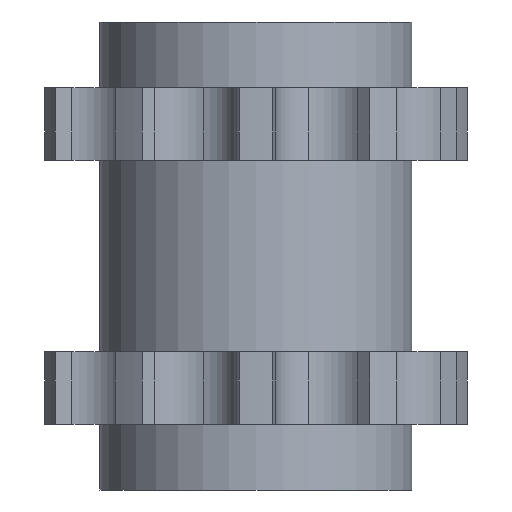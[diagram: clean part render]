
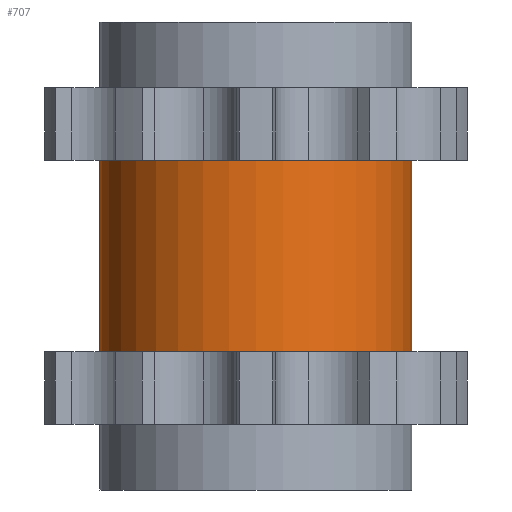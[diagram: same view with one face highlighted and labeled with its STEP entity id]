
A CAD part, front view. The second image highlights one B-rep face of the part: STEP entity #707.
In plain terms, the highlighted cylindrical face has radius 15 mm (diameter 30 mm), a partial arc.
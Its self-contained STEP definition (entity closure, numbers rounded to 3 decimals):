
#19 = DIRECTION ( 'NONE',  ( 0., 0., -1. ) ) ;
#75 = VERTEX_POINT ( 'NONE', #3371 ) ;
#229 = ORIENTED_EDGE ( 'NONE', *, *, #967, .F. ) ;
#328 = CYLINDRICAL_SURFACE ( 'NONE', #440, 15. ) ;
#351 = DIRECTION ( 'NONE',  ( -1., 0., 0. ) ) ;
#440 = AXIS2_PLACEMENT_3D ( 'NONE', #3960, #19, #351 ) ;
#596 = VERTEX_POINT ( 'NONE', #2282 ) ;
#609 = AXIS2_PLACEMENT_3D ( 'NONE', #3078, #3404, #1445 ) ;
#668 = CARTESIAN_POINT ( 'NONE',  ( 25.515, 26.54, 28.9 ) ) ;
#695 = DIRECTION ( 'NONE',  ( 0., 0., 1. ) ) ;
#707 = ADVANCED_FACE ( 'NONE', ( #980 ), #328, .T. ) ;
#938 = LINE ( 'NONE', #668, #2895 ) ;
#967 = EDGE_CURVE ( 'NONE', #596, #75, #1596, .T. ) ;
#980 = FACE_OUTER_BOUND ( 'NONE', #2733, .T. ) ;
#1177 = AXIS2_PLACEMENT_3D ( 'NONE', #2312, #695, #2967 ) ;
#1445 = DIRECTION ( 'NONE',  ( 1., 0., 0. ) ) ;
#1583 = ORIENTED_EDGE ( 'NONE', *, *, #3806, .T. ) ;
#1596 = CIRCLE ( 'NONE', #609, 15. ) ;
#2012 = CARTESIAN_POINT ( 'NONE',  ( 55.515, 26.54, 28.9 ) ) ;
#2116 = VECTOR ( 'NONE', #3272, 1000. ) ;
#2282 = CARTESIAN_POINT ( 'NONE',  ( 25.515, 26.54, 21.9 ) ) ;
#2312 = CARTESIAN_POINT ( 'NONE',  ( 40.515, 26.54, 3.5 ) ) ;
#2395 = VERTEX_POINT ( 'NONE', #2607 ) ;
#2593 = CARTESIAN_POINT ( 'NONE',  ( 25.515, 26.54, 3.5 ) ) ;
#2607 = CARTESIAN_POINT ( 'NONE',  ( 55.515, 26.54, 3.5 ) ) ;
#2646 = DIRECTION ( 'NONE',  ( 0., 0., -1. ) ) ;
#2688 = CIRCLE ( 'NONE', #1177, 15. ) ;
#2733 = EDGE_LOOP ( 'NONE', ( #3048, #229, #3223, #1583 ) ) ;
#2895 = VECTOR ( 'NONE', #2646, 1000. ) ;
#2967 = DIRECTION ( 'NONE',  ( 1., 0., 0. ) ) ;
#3048 = ORIENTED_EDGE ( 'NONE', *, *, #3752, .F. ) ;
#3078 = CARTESIAN_POINT ( 'NONE',  ( 40.515, 26.54, 21.9 ) ) ;
#3223 = ORIENTED_EDGE ( 'NONE', *, *, #3782, .T. ) ;
#3272 = DIRECTION ( 'NONE',  ( 0., 0., -1. ) ) ;
#3369 = VERTEX_POINT ( 'NONE', #2593 ) ;
#3371 = CARTESIAN_POINT ( 'NONE',  ( 55.515, 26.54, 21.9 ) ) ;
#3404 = DIRECTION ( 'NONE',  ( 0., 0., 1. ) ) ;
#3752 = EDGE_CURVE ( 'NONE', #75, #2395, #3995, .T. ) ;
#3782 = EDGE_CURVE ( 'NONE', #596, #3369, #938, .T. ) ;
#3806 = EDGE_CURVE ( 'NONE', #3369, #2395, #2688, .T. ) ;
#3960 = CARTESIAN_POINT ( 'NONE',  ( 40.515, 26.54, 28.9 ) ) ;
#3995 = LINE ( 'NONE', #2012, #2116 ) ;
